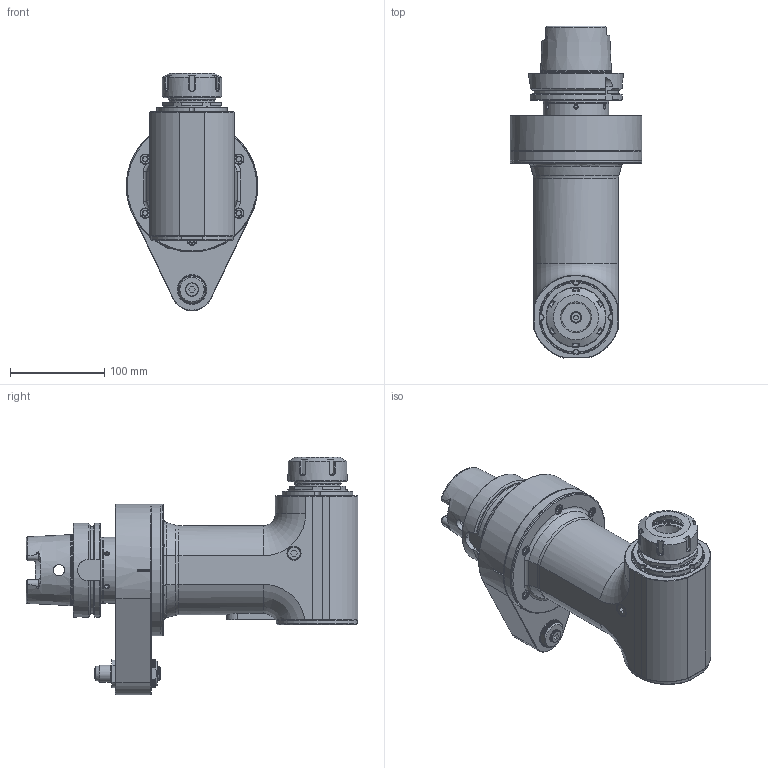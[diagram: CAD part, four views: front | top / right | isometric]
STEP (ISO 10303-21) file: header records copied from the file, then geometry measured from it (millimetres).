
FILE_DESCRIPTION(/* description */ (''),/* implementation_level */ '2;1');
FILE_NAME(/* name */ '9.G90.30L00-19H100.stp',/* time_stamp */ '2024-06-26T08:58:45-04:00',/* author */ ('jkrenzer'),/* organization */ (''),/* preprocessor_version */ 'ST-DEVELOPER v18.1',/* originating_system */ 'Autodesk Inventor 2022',/* authorisation */ '');
FILE_SCHEMA (('AUTOMOTIVE_DESIGN { 1 0 10303 214 3 1 1 }'));
Length unit declared in the file: millimetre
Products named in the file (1): G9030L0-0000001C_151
Bounding box: 140 x 353 x 252.42 mm (x, y, z)
Volume: 2166792.9 mm3; surface area: 401781.3 mm2
Topology: 3 solids, 8 shells, 1922 faces, 4962 edges, 3214 vertices
Faces by surface type: plane 1072, cylinder 361, cone 323, bspline 115, torus 51
Full cylindrical faces by diameter (mm): 3 x2, 3.3 x5, 3.5 x2, 4 x3, 4.2 x17, 5 x5, 5.5 x3, 5.8 x4, 6 x8, 6.4 x1, 6.5 x12, 7 x1, 7.3 x2, 8 x6, 8.5 x3, 9 x2, 9.2 x2, 9.8 x4, 10 x10, 10.25 x1, 10.5 x6, 11 x1, 12 x3, 12.8 x2, 13 x2, 13.5 x1, 14 x3, 14.5 x1, 15.2 x1, 17 x1
Entity records: 79399 total; most frequent: CARTESIAN_POINT 32728, ORIENTED_EDGE 9896, DIRECTION 9405, EDGE_CURVE 4948, AXIS2_PLACEMENT_3D 3287, VERTEX_POINT 3214, LINE 2831, VECTOR 2831
